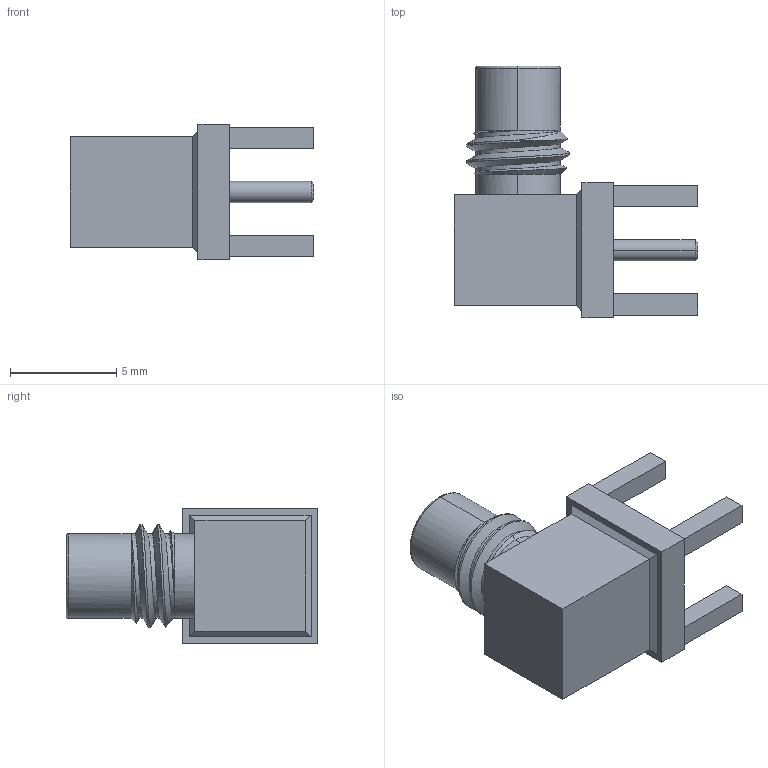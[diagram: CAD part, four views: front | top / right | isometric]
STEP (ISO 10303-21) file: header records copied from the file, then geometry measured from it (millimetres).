
FILE_DESCRIPTION (( 'STEP AP214' ), '1' );
FILE_NAME ('RFPCB-SMC-FR-10G-186_3D.step', '2023-03-17T15:12:50', ( '' ), ( '' ), 'SwSTEP 2.0', 'SolidWorks 2022', '' );
FILE_SCHEMA (( 'AUTOMOTIVE_DESIGN' ));
Length unit declared in the file: inch
Products named in the file (1): RFPCB-SMC-FR-10G-186_3D
Bounding box: 11.45 x 11.82 x 6.35 mm (x, y, z)
Volume: 304.2 mm3; surface area: 438.2 mm2
Topology: 1 solids, 1 shells, 74 faces, 168 edges, 107 vertices
Faces by surface type: plane 41, cylinder 18, cone 10, bspline 3, torus 2
Entity records: 3149 total; most frequent: CARTESIAN_POINT 1412, ORIENTED_EDGE 336, DIRECTION 319, EDGE_CURVE 168, VERTEX_POINT 107, AXIS2_PLACEMENT_3D 107, LINE 105, VECTOR 105
